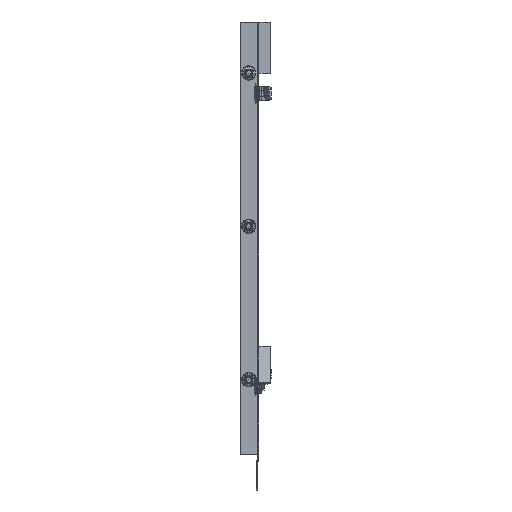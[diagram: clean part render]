
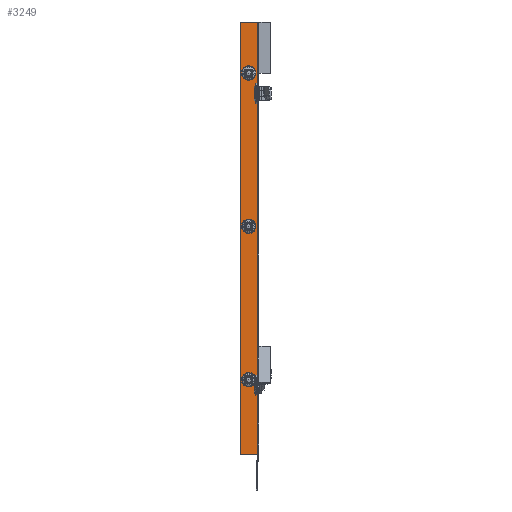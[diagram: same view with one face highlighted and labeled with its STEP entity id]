
A CAD part, left-side view. The second image highlights one B-rep face of the part: STEP entity #3249.
In plain terms, the highlighted planar face has unit normal (-1, 0, 0).
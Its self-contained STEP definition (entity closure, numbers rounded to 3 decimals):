
#1 = DIRECTION ( 'NONE',  ( 0., -1., 0. ) ) ;
#56 = ORIENTED_EDGE ( 'NONE', *, *, #4343, .F. ) ;
#114 = CARTESIAN_POINT ( 'NONE',  ( -1.25, 12.75, -354. ) ) ;
#124 = VECTOR ( 'NONE', #3662, 1000. ) ;
#165 = VECTOR ( 'NONE', #1561, 1000. ) ;
#177 = LINE ( 'NONE', #1784, #124 ) ;
#244 = CARTESIAN_POINT ( 'NONE',  ( -1.25, 12.75, -346. ) ) ;
#295 = EDGE_CURVE ( 'NONE', #5579, #1243, #483, .T. ) ;
#318 = CARTESIAN_POINT ( 'NONE',  ( -1.25, 4.75, -346. ) ) ;
#324 = DIRECTION ( 'NONE',  ( 0., 0., -1. ) ) ;
#349 = CARTESIAN_POINT ( 'NONE',  ( -1.25, 12.75, -46. ) ) ;
#355 = CARTESIAN_POINT ( 'NONE',  ( -1.25, 12.75, -204. ) ) ;
#364 = CARTESIAN_POINT ( 'NONE',  ( -1.25, 12.75, -196. ) ) ;
#368 = FACE_BOUND ( 'NONE', #5068, .T. ) ;
#390 = VECTOR ( 'NONE', #5056, 1000. ) ;
#398 = CARTESIAN_POINT ( 'NONE',  ( -1.25, 0., 0. ) ) ;
#416 = EDGE_CURVE ( 'NONE', #2702, #2927, #6122, .T. ) ;
#452 = EDGE_CURVE ( 'NONE', #3289, #3200, #6232, .T. ) ;
#483 = LINE ( 'NONE', #1530, #390 ) ;
#525 = DIRECTION ( 'NONE',  ( 0., 0., 1. ) ) ;
#548 = EDGE_CURVE ( 'NONE', #5013, #5684, #5944, .T. ) ;
#589 = EDGE_CURVE ( 'NONE', #3138, #3306, #5788, .T. ) ;
#663 = CARTESIAN_POINT ( 'NONE',  ( -1.25, 16.75, 0. ) ) ;
#710 = LINE ( 'NONE', #5877, #2337 ) ;
#799 = ORIENTED_EDGE ( 'NONE', *, *, #589, .T. ) ;
#819 = VECTOR ( 'NONE', #525, 1000. ) ;
#873 = VECTOR ( 'NONE', #3996, 1000. ) ;
#887 = LINE ( 'NONE', #4316, #873 ) ;
#1112 = CARTESIAN_POINT ( 'NONE',  ( -1.25, 1., -423.068 ) ) ;
#1188 = CARTESIAN_POINT ( 'NONE',  ( -1.25, 4.75, -54. ) ) ;
#1237 = VECTOR ( 'NONE', #5760, 1000. ) ;
#1243 = VERTEX_POINT ( 'NONE', #355 ) ;
#1255 = ORIENTED_EDGE ( 'NONE', *, *, #3815, .T. ) ;
#1406 = EDGE_CURVE ( 'NONE', #4009, #3289, #3459, .T. ) ;
#1494 = CARTESIAN_POINT ( 'NONE',  ( -1.25, 16.75, 0. ) ) ;
#1530 = CARTESIAN_POINT ( 'NONE',  ( -1.25, 12.75, -204. ) ) ;
#1531 = VERTEX_POINT ( 'NONE', #3032 ) ;
#1561 = DIRECTION ( 'NONE',  ( 0., 0., -1. ) ) ;
#1778 = FACE_OUTER_BOUND ( 'NONE', #6538, .T. ) ;
#1780 = ORIENTED_EDGE ( 'NONE', *, *, #5507, .T. ) ;
#1781 = LINE ( 'NONE', #663, #819 ) ;
#1784 = CARTESIAN_POINT ( 'NONE',  ( -1.25, 12.75, -46. ) ) ;
#1790 = VECTOR ( 'NONE', #3339, 1000. ) ;
#1796 = VERTEX_POINT ( 'NONE', #6283 ) ;
#1808 = EDGE_LOOP ( 'NONE', ( #2837, #3706, #2089, #2176 ) ) ;
#1834 = LINE ( 'NONE', #4298, #5960 ) ;
#1893 = CARTESIAN_POINT ( 'NONE',  ( -1.25, 12.75, -46. ) ) ;
#1894 = VERTEX_POINT ( 'NONE', #5308 ) ;
#1902 = DIRECTION ( 'NONE',  ( 0., -1., 0. ) ) ;
#1914 = LINE ( 'NONE', #244, #1790 ) ;
#1985 = EDGE_CURVE ( 'NONE', #5077, #5013, #1914, .T. ) ;
#2089 = ORIENTED_EDGE ( 'NONE', *, *, #416, .T. ) ;
#2104 = CARTESIAN_POINT ( 'NONE',  ( -1.25, 4.75, -346. ) ) ;
#2176 = ORIENTED_EDGE ( 'NONE', *, *, #6301, .T. ) ;
#2195 = LINE ( 'NONE', #398, #5106 ) ;
#2237 = DIRECTION ( 'NONE',  ( 0., -1., 0. ) ) ;
#2254 = DIRECTION ( 'NONE',  ( 0., -1., 0. ) ) ;
#2267 = CARTESIAN_POINT ( 'NONE',  ( -1.25, 12.75, -196. ) ) ;
#2312 = AXIS2_PLACEMENT_3D ( 'NONE', #4452, #4438, #4429 ) ;
#2337 = VECTOR ( 'NONE', #5864, 1000. ) ;
#2349 = EDGE_CURVE ( 'NONE', #1894, #5077, #887, .T. ) ;
#2457 = ORIENTED_EDGE ( 'NONE', *, *, #1406, .F. ) ;
#2554 = EDGE_CURVE ( 'NONE', #1796, #2702, #177, .T. ) ;
#2664 = VECTOR ( 'NONE', #2237, 1000. ) ;
#2667 = EDGE_CURVE ( 'NONE', #1531, #4009, #1781, .T. ) ;
#2691 = VERTEX_POINT ( 'NONE', #364 ) ;
#2702 = VERTEX_POINT ( 'NONE', #349 ) ;
#2837 = ORIENTED_EDGE ( 'NONE', *, *, #2870, .T. ) ;
#2862 = VECTOR ( 'NONE', #5367, 1000. ) ;
#2870 = EDGE_CURVE ( 'NONE', #5226, #1796, #710, .T. ) ;
#2903 = CARTESIAN_POINT ( 'NONE',  ( -1.25, 4.75, -46. ) ) ;
#2927 = VERTEX_POINT ( 'NONE', #5648 ) ;
#3032 = CARTESIAN_POINT ( 'NONE',  ( -1.25, 16.75, -423.068 ) ) ;
#3135 = LINE ( 'NONE', #3399, #2862 ) ;
#3138 = VERTEX_POINT ( 'NONE', #4865 ) ;
#3169 = LINE ( 'NONE', #3512, #4315 ) ;
#3200 = VERTEX_POINT ( 'NONE', #4644 ) ;
#3249 = ADVANCED_FACE ( 'NONE', ( #4547, #4397, #1778, #368 ), #4494, .T. ) ;
#3289 = VERTEX_POINT ( 'NONE', #4255 ) ;
#3306 = VERTEX_POINT ( 'NONE', #4296 ) ;
#3339 = DIRECTION ( 'NONE',  ( 0., 0., 1. ) ) ;
#3399 = CARTESIAN_POINT ( 'NONE',  ( -1.25, 12.75, -196. ) ) ;
#3459 = LINE ( 'NONE', #6060, #3510 ) ;
#3486 = EDGE_CURVE ( 'NONE', #6487, #5579, #3169, .T. ) ;
#3510 = VECTOR ( 'NONE', #4659, 1000. ) ;
#3512 = CARTESIAN_POINT ( 'NONE',  ( -1.25, 4.75, -196. ) ) ;
#3649 = DIRECTION ( 'NONE',  ( 0., 0., -1. ) ) ;
#3662 = DIRECTION ( 'NONE',  ( 0., 0., 1. ) ) ;
#3706 = ORIENTED_EDGE ( 'NONE', *, *, #2554, .T. ) ;
#3794 = CARTESIAN_POINT ( 'NONE',  ( -1.25, 12.75, -346. ) ) ;
#3815 = EDGE_CURVE ( 'NONE', #2691, #6487, #5262, .T. ) ;
#3841 = CARTESIAN_POINT ( 'NONE',  ( -1.25, 4.75, -204. ) ) ;
#3934 = CARTESIAN_POINT ( 'NONE',  ( -1.25, 12.75, -346. ) ) ;
#3939 = ORIENTED_EDGE ( 'NONE', *, *, #2667, .F. ) ;
#3996 = DIRECTION ( 'NONE',  ( 0., 1., 0. ) ) ;
#4009 = VERTEX_POINT ( 'NONE', #1494 ) ;
#4033 = ORIENTED_EDGE ( 'NONE', *, *, #548, .T. ) ;
#4039 = ORIENTED_EDGE ( 'NONE', *, *, #3486, .T. ) ;
#4255 = CARTESIAN_POINT ( 'NONE',  ( -1.25, 1., 0. ) ) ;
#4296 = CARTESIAN_POINT ( 'NONE',  ( -1.25, 0., -423.068 ) ) ;
#4298 = CARTESIAN_POINT ( 'NONE',  ( -1.25, 16.75, -423.068 ) ) ;
#4315 = VECTOR ( 'NONE', #3649, 1000. ) ;
#4316 = CARTESIAN_POINT ( 'NONE',  ( -1.25, 12.75, -354. ) ) ;
#4343 = EDGE_CURVE ( 'NONE', #3200, #3306, #2195, .T. ) ;
#4366 = ORIENTED_EDGE ( 'NONE', *, *, #452, .F. ) ;
#4397 = FACE_BOUND ( 'NONE', #1808, .T. ) ;
#4429 = DIRECTION ( 'NONE',  ( 0., -1., 0. ) ) ;
#4438 = DIRECTION ( 'NONE',  ( -1., 0., 0. ) ) ;
#4452 = CARTESIAN_POINT ( 'NONE',  ( -1.25, 0., 0. ) ) ;
#4494 = PLANE ( 'NONE',  #2312 ) ;
#4514 = LINE ( 'NONE', #2104, #165 ) ;
#4520 = DIRECTION ( 'NONE',  ( 0., 1., 0. ) ) ;
#4547 = FACE_BOUND ( 'NONE', #6423, .T. ) ;
#4644 = CARTESIAN_POINT ( 'NONE',  ( -1.25, 0., 0. ) ) ;
#4659 = DIRECTION ( 'NONE',  ( 0., -1., 0. ) ) ;
#4865 = CARTESIAN_POINT ( 'NONE',  ( -1.25, 1., -423.068 ) ) ;
#5013 = VERTEX_POINT ( 'NONE', #3794 ) ;
#5036 = EDGE_CURVE ( 'NONE', #3138, #1531, #1834, .T. ) ;
#5056 = DIRECTION ( 'NONE',  ( 0., 1., 0. ) ) ;
#5068 = EDGE_LOOP ( 'NONE', ( #6427, #6162, #4033, #5391 ) ) ;
#5077 = VERTEX_POINT ( 'NONE', #114 ) ;
#5106 = VECTOR ( 'NONE', #324, 1000. ) ;
#5226 = VERTEX_POINT ( 'NONE', #1188 ) ;
#5262 = LINE ( 'NONE', #2267, #2664 ) ;
#5308 = CARTESIAN_POINT ( 'NONE',  ( -1.25, 4.75, -354. ) ) ;
#5339 = DIRECTION ( 'NONE',  ( 0., -1., 0. ) ) ;
#5367 = DIRECTION ( 'NONE',  ( 0., 0., 1. ) ) ;
#5391 = ORIENTED_EDGE ( 'NONE', *, *, #5757, .T. ) ;
#5507 = EDGE_CURVE ( 'NONE', #1243, #2691, #3135, .T. ) ;
#5525 = CARTESIAN_POINT ( 'NONE',  ( -1.25, 4.75, -196. ) ) ;
#5579 = VERTEX_POINT ( 'NONE', #3841 ) ;
#5590 = ORIENTED_EDGE ( 'NONE', *, *, #295, .T. ) ;
#5648 = CARTESIAN_POINT ( 'NONE',  ( -1.25, 4.75, -46. ) ) ;
#5684 = VERTEX_POINT ( 'NONE', #318 ) ;
#5757 = EDGE_CURVE ( 'NONE', #5684, #1894, #4514, .T. ) ;
#5760 = DIRECTION ( 'NONE',  ( 0., 0., -1. ) ) ;
#5788 = LINE ( 'NONE', #1112, #5828 ) ;
#5828 = VECTOR ( 'NONE', #1902, 1000. ) ;
#5860 = VECTOR ( 'NONE', #5339, 1000. ) ;
#5864 = DIRECTION ( 'NONE',  ( 0., 1., 0. ) ) ;
#5877 = CARTESIAN_POINT ( 'NONE',  ( -1.25, 12.75, -54. ) ) ;
#5886 = CARTESIAN_POINT ( 'NONE',  ( -1.25, 0., 0. ) ) ;
#5944 = LINE ( 'NONE', #3934, #5860 ) ;
#5960 = VECTOR ( 'NONE', #4520, 1000. ) ;
#6060 = CARTESIAN_POINT ( 'NONE',  ( -1.25, 0., 0. ) ) ;
#6062 = VECTOR ( 'NONE', #2254, 1000. ) ;
#6103 = VECTOR ( 'NONE', #1, 1000. ) ;
#6109 = ORIENTED_EDGE ( 'NONE', *, *, #5036, .F. ) ;
#6122 = LINE ( 'NONE', #1893, #6103 ) ;
#6162 = ORIENTED_EDGE ( 'NONE', *, *, #1985, .T. ) ;
#6232 = LINE ( 'NONE', #5886, #6062 ) ;
#6256 = LINE ( 'NONE', #2903, #1237 ) ;
#6283 = CARTESIAN_POINT ( 'NONE',  ( -1.25, 12.75, -54. ) ) ;
#6301 = EDGE_CURVE ( 'NONE', #2927, #5226, #6256, .T. ) ;
#6423 = EDGE_LOOP ( 'NONE', ( #5590, #1780, #1255, #4039 ) ) ;
#6427 = ORIENTED_EDGE ( 'NONE', *, *, #2349, .T. ) ;
#6487 = VERTEX_POINT ( 'NONE', #5525 ) ;
#6538 = EDGE_LOOP ( 'NONE', ( #6109, #799, #56, #4366, #2457, #3939 ) ) ;
